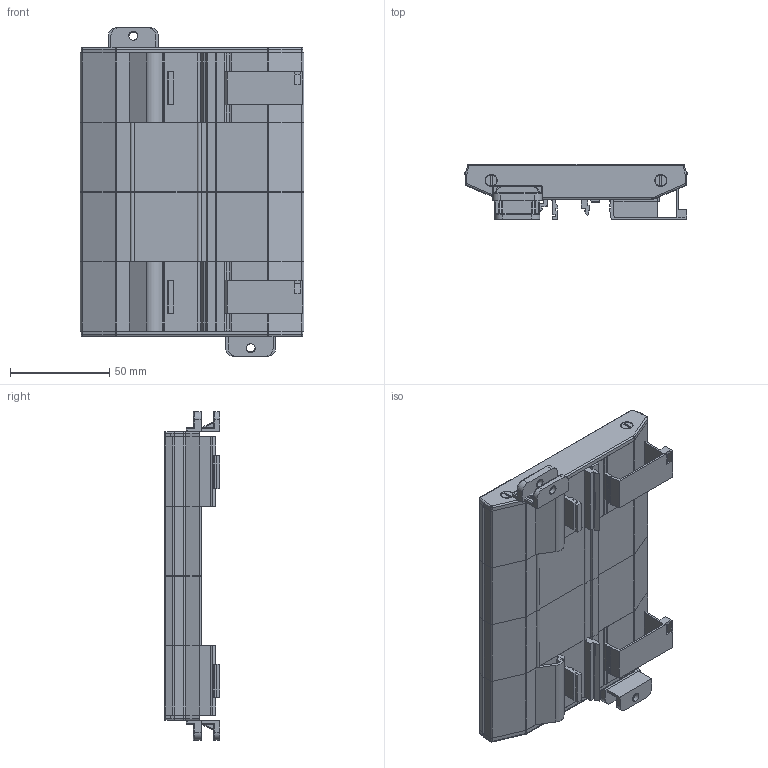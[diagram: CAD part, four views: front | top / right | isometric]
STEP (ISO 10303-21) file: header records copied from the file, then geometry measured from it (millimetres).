
FILE_DESCRIPTION (( 'STEP AP214' ), '1' );
FILE_NAME ('UH-140.STEP', '2022-01-18T11:10:41', ( '' ), ( '' ), 'SwSTEP 2.0', 'SolidWorks 2017', '' );
FILE_SCHEMA (( 'AUTOMOTIVE_DESIGN' ));
Length unit declared in the file: millimetre
Products named in the file (29): Low Bracket UBRL; End Plate Screw; Base PCB UEC 140; Pin 140; Foot Piece; High Bracket UBRH; UH-140; Spacer Piece; End Piece UH; Pin 140 Solid
Assembly tree (19 placements, depth 2):
  End Plate Screw
  Base PCB UEC 140
  Pin 140
  End Plate Screw
  Foot Piece
Bounding box: 112.5 x 27.79 x 165.4 mm (x, y, z)
Volume: 118255.8 mm3; surface area: 146222.3 mm2
Topology: 19 solids, 19 shells, 1374 faces, 3598 edges, 2308 vertices
Faces by surface type: plane 706, cylinder 540, torus 84, cone 40, sphere 4
Entity records: 21728 total; most frequent: DIRECTION 3773, CARTESIAN_POINT 3713, ORIENTED_EDGE 3558, EDGE_CURVE 1779, AXIS2_PLACEMENT_3D 1314, LINE 1145, VECTOR 1145, VERTEX_POINT 1142
